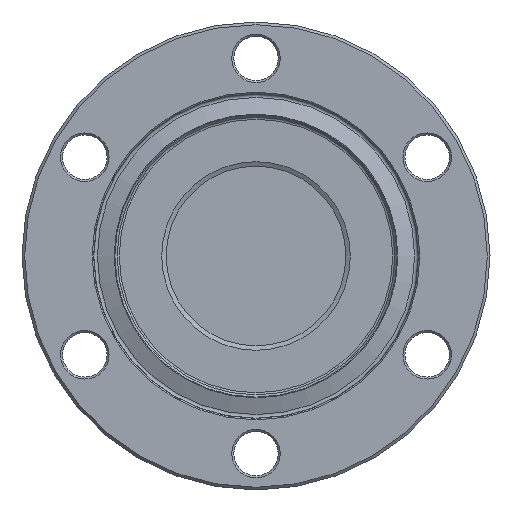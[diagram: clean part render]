
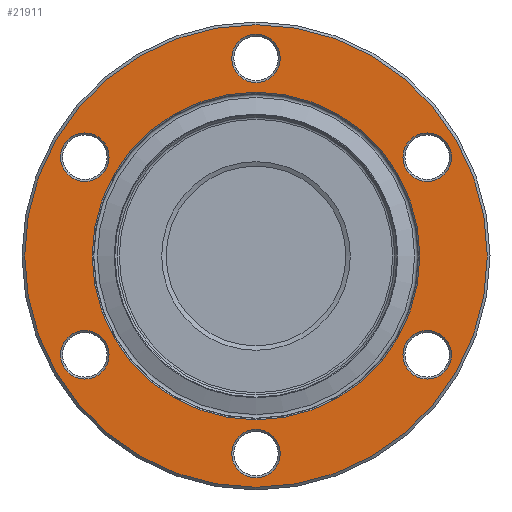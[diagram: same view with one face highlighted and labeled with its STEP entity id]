
A CAD part, front view. The second image highlights one B-rep face of the part: STEP entity #21911.
In plain terms, the highlighted planar face has unit normal (0, -1, 0).
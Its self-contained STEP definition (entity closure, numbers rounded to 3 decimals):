
#5042=FACE_BOUND('',#6384,.T.);
#5043=FACE_BOUND('',#6385,.T.);
#5044=FACE_BOUND('',#6386,.T.);
#5045=FACE_BOUND('',#6387,.T.);
#5046=FACE_BOUND('',#6388,.T.);
#5047=FACE_BOUND('',#6389,.T.);
#5048=FACE_BOUND('',#6390,.T.);
#5191=FACE_OUTER_BOUND('',#6383,.T.);
#6383=EDGE_LOOP('',(#13941));
#6384=EDGE_LOOP('',(#13942));
#6385=EDGE_LOOP('',(#13943));
#6386=EDGE_LOOP('',(#13944));
#6387=EDGE_LOOP('',(#13945));
#6388=EDGE_LOOP('',(#13946));
#6389=EDGE_LOOP('',(#13947));
#6390=EDGE_LOOP('',(#13948));
#7575=CIRCLE('',#23200,34.35);
#7581=CIRCLE('',#23209,3.6);
#7586=CIRCLE('',#23217,3.6);
#7591=CIRCLE('',#23225,3.6);
#7596=CIRCLE('',#23233,3.6);
#7601=CIRCLE('',#23241,3.6);
#7606=CIRCLE('',#23249,3.6);
#7610=CIRCLE('',#23257,24.325);
#7913=VERTEX_POINT('',#32406);
#7919=VERTEX_POINT('',#32424);
#7924=VERTEX_POINT('',#32440);
#7929=VERTEX_POINT('',#32456);
#7934=VERTEX_POINT('',#32472);
#7939=VERTEX_POINT('',#32488);
#7944=VERTEX_POINT('',#32504);
#7948=VERTEX_POINT('',#32519);
#10231=EDGE_CURVE('',#7913,#7913,#7575,.T.);
#10240=EDGE_CURVE('',#7919,#7919,#7581,.T.);
#10248=EDGE_CURVE('',#7924,#7924,#7586,.T.);
#10256=EDGE_CURVE('',#7929,#7929,#7591,.T.);
#10264=EDGE_CURVE('',#7934,#7934,#7596,.T.);
#10272=EDGE_CURVE('',#7939,#7939,#7601,.T.);
#10280=EDGE_CURVE('',#7944,#7944,#7606,.T.);
#10286=EDGE_CURVE('',#7948,#7948,#7610,.T.);
#13941=ORIENTED_EDGE('',*,*,#10231,.F.);
#13942=ORIENTED_EDGE('',*,*,#10280,.F.);
#13943=ORIENTED_EDGE('',*,*,#10264,.F.);
#13944=ORIENTED_EDGE('',*,*,#10248,.F.);
#13945=ORIENTED_EDGE('',*,*,#10240,.F.);
#13946=ORIENTED_EDGE('',*,*,#10256,.F.);
#13947=ORIENTED_EDGE('',*,*,#10272,.F.);
#13948=ORIENTED_EDGE('',*,*,#10286,.F.);
#20080=PLANE('',#23256);
#21911=ADVANCED_FACE('',(#5191,#5042,#5043,#5044,#5045,#5046,#5047,#5048),
#20080,.T.);
#23200=AXIS2_PLACEMENT_3D('',#32408,#25950,#25951);
#23209=AXIS2_PLACEMENT_3D('',#32426,#25971,#25972);
#23217=AXIS2_PLACEMENT_3D('',#32442,#25990,#25991);
#23225=AXIS2_PLACEMENT_3D('',#32458,#26009,#26010);
#23233=AXIS2_PLACEMENT_3D('',#32474,#26028,#26029);
#23241=AXIS2_PLACEMENT_3D('',#32490,#26047,#26048);
#23249=AXIS2_PLACEMENT_3D('',#32506,#26066,#26067);
#23256=AXIS2_PLACEMENT_3D('',#32518,#26082,#26083);
#23257=AXIS2_PLACEMENT_3D('',#32520,#26084,#26085);
#25950=DIRECTION('center_axis',(0.,1.,0.));
#25951=DIRECTION('ref_axis',(0.,0.,-1.));
#25971=DIRECTION('center_axis',(0.,-1.,0.));
#25972=DIRECTION('ref_axis',(-1.,0.,0.));
#25990=DIRECTION('center_axis',(0.,-1.,0.));
#25991=DIRECTION('ref_axis',(-0.5,0.,-0.866));
#26009=DIRECTION('center_axis',(0.,-1.,0.));
#26010=DIRECTION('ref_axis',(0.5,0.,-0.866));
#26028=DIRECTION('center_axis',(0.,-1.,0.));
#26029=DIRECTION('ref_axis',(1.,0.,0.));
#26047=DIRECTION('center_axis',(0.,-1.,0.));
#26048=DIRECTION('ref_axis',(0.5,0.,0.866));
#26066=DIRECTION('center_axis',(0.,-1.,0.));
#26067=DIRECTION('ref_axis',(-0.5,0.,0.866));
#26082=DIRECTION('center_axis',(0.,-1.,0.));
#26083=DIRECTION('ref_axis',(1.,0.,0.));
#26084=DIRECTION('center_axis',(0.,-1.,0.));
#26085=DIRECTION('ref_axis',(0.,0.,-1.));
#32406=CARTESIAN_POINT('',(0.,-40.45,34.35));
#32408=CARTESIAN_POINT('Origin',(0.,-40.45,
0.));
#32424=CARTESIAN_POINT('',(3.6,-40.45,29.35));
#32426=CARTESIAN_POINT('Origin',(0.,-40.45,
29.35));
#32440=CARTESIAN_POINT('',(-23.618,-40.45,17.793));
#32442=CARTESIAN_POINT('Origin',(-25.418,-40.45,14.675));
#32456=CARTESIAN_POINT('',(-27.218,-40.45,-11.557));
#32458=CARTESIAN_POINT('Origin',(-25.418,-40.45,-14.675));
#32472=CARTESIAN_POINT('',(-3.6,-40.45,-29.35));
#32474=CARTESIAN_POINT('Origin',(0.,-40.45,
-29.35));
#32488=CARTESIAN_POINT('',(23.618,-40.45,-17.793));
#32490=CARTESIAN_POINT('Origin',(25.418,-40.45,-14.675));
#32504=CARTESIAN_POINT('',(27.218,-40.45,11.557));
#32506=CARTESIAN_POINT('Origin',(25.418,-40.45,14.675));
#32518=CARTESIAN_POINT('Origin',(0.,-40.45,
17.375));
#32519=CARTESIAN_POINT('',(0.,-40.45,24.325));
#32520=CARTESIAN_POINT('Origin',(0.,-40.45,
0.));
